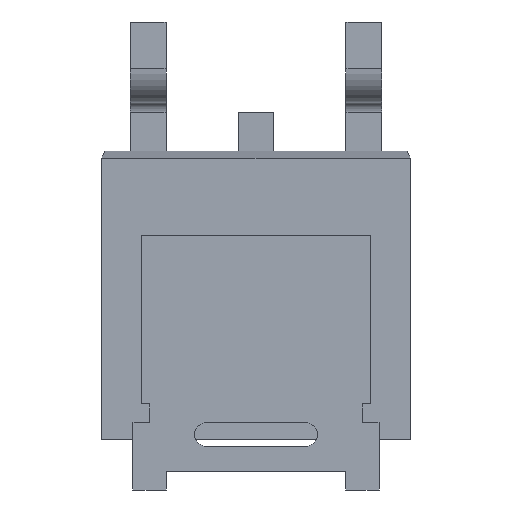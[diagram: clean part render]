
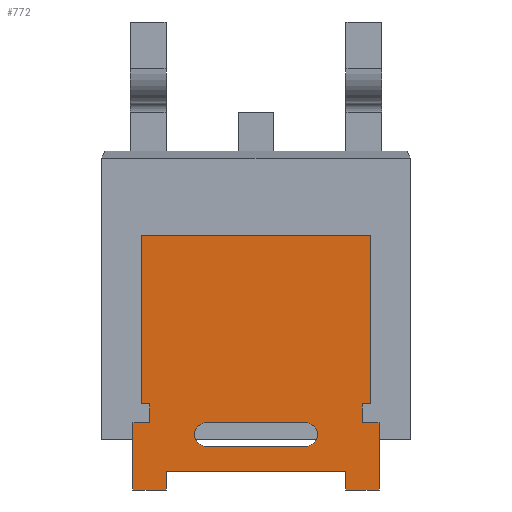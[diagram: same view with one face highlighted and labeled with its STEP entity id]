
A CAD part, front view. The second image highlights one B-rep face of the part: STEP entity #772.
In plain terms, the highlighted planar face has unit normal (0, -1, 0).
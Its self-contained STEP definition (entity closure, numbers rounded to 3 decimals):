
#3=PLANE ( 'NONE',  #1204 );
#15=CARTESIAN_POINT ( 'NONE',  ( -1.05, 0., -3.78 ) );
#19=DIRECTION ( 'NONE',  ( 0., 0., 1. ) );
#21=CARTESIAN_POINT ( 'NONE',  ( 2.605, 0., -4.955 ) );
#28=VECTOR ( 'NONE', #86, 1000. );
#56=VERTEX_POINT ( 'NONE', #89 );
#57=DIRECTION ( 'NONE',  ( 0., -1., 0. ) );
#64=CARTESIAN_POINT ( 'NONE',  ( 1.905, 0., -4.955 ) );
#72=ORIENTED_EDGE ( 'NONE', *, *, #518, .F. );
#74=DIRECTION ( 'NONE',  ( 1., 0., 0. ) );
#85=ORIENTED_EDGE ( 'NONE', *, *, #793, .F. );
#86=DIRECTION ( 'NONE',  ( -1., 0., 0. ) );
#87=CARTESIAN_POINT ( 'NONE',  ( 1.05, 0., -3.53 ) );
#89=CARTESIAN_POINT ( 'NONE',  ( 2.255, 0., -3.53 ) );
#91=CARTESIAN_POINT ( 'NONE',  ( -1.05, 0., -3.53 ) );
#109=CARTESIAN_POINT ( 'NONE',  ( -2.255, 0., -3.13 ) );
#112=LINE ( 'NONE', #1026, #191 );
#117=VECTOR ( 'NONE', #643, 1000. );
#121=CARTESIAN_POINT ( 'NONE',  ( -2.43, 0., 0.44 ) );
#132=DIRECTION ( 'NONE',  ( 1., 0., 0. ) );
#134=CARTESIAN_POINT ( 'NONE',  ( 0., 0., 0. ) );
#138=VERTEX_POINT ( 'NONE', #631 );
#154=DIRECTION ( 'NONE',  ( 0., 0., -1. ) );
#159=CARTESIAN_POINT ( 'NONE',  ( 2.255, 0., -3.13 ) );
#164=CARTESIAN_POINT ( 'NONE',  ( -2.43, 0., -3.13 ) );
#169=VECTOR ( 'NONE', #74, 1000. );
#175=EDGE_CURVE ( 'NONE', #568, #1587, #1194, .T. );
#176=VERTEX_POINT ( 'NONE', #109 );
#191=VECTOR ( 'NONE', #132, 1000. );
#196=VECTOR ( 'NONE', #616, 1000. );
#226=CARTESIAN_POINT ( 'NONE',  ( -2.255, 0., -3.53 ) );
#231=CIRCLE ( 'NONE', #1616, 0.25 );
#233=ORIENTED_EDGE ( 'NONE', *, *, #1480, .F. );
#242=CARTESIAN_POINT ( 'NONE',  ( -2.605, 0., -3.53 ) );
#250=DIRECTION ( 'NONE',  ( 0., 0., -1. ) );
#265=LINE ( 'NONE', #164, #1275 );
#267=LINE ( 'NONE', #1489, #117 );
#280=VECTOR ( 'NONE', #250, 1000. );
#286=VERTEX_POINT ( 'NONE', #87 );
#289=ORIENTED_EDGE ( 'NONE', *, *, #1249, .T. );
#306=VERTEX_POINT ( 'NONE', #121 );
#308=VERTEX_POINT ( 'NONE', #164 );
#309=VERTEX_POINT ( 'NONE', #242 );
#331=LINE ( 'NONE', #21, #196 );
#334=EDGE_CURVE ( 'NONE', #1082, #723, #231, .T. );
#335=VERTEX_POINT ( 'NONE', #1026 );
#359=VECTOR ( 'NONE', #393, 1000. );
#374=ORIENTED_EDGE ( 'NONE', *, *, #646, .F. );
#386=EDGE_CURVE ( 'NONE', #309, #659, #1034, .T. );
#393=DIRECTION ( 'NONE',  ( -1., 0., 0. ) );
#414=VERTEX_POINT ( 'NONE', #159 );
#417=CARTESIAN_POINT ( 'NONE',  ( -2.605, 0., -4.955 ) );
#422=CARTESIAN_POINT ( 'NONE',  ( 1.05, 0., -3.78 ) );
#423=VECTOR ( 'NONE', #19, 1000. );
#424=EDGE_LOOP ( 'NONE', ( #289, #536, #617, #755 ) );
#451=DIRECTION ( 'NONE',  ( 0., 1., 0. ) );
#494=VERTEX_POINT ( 'NONE', #908 );
#498=EDGE_CURVE ( 'NONE', #308, #306, #265, .T. );
#500=ORIENTED_EDGE ( 'NONE', *, *, #175, .F. );
#503=LINE ( 'NONE', #1176, #196 );
#518=EDGE_CURVE ( 'NONE', #306, #138, #530, .T. );
#523=LINE ( 'NONE', #159, #28 );
#530=LINE ( 'NONE', #121, #169 );
#535=LINE ( 'NONE', #417, #423 );
#536=ORIENTED_EDGE ( 'NONE', *, *, #334, .T. );
#542=AXIS2_PLACEMENT_3D ( 'NONE', #422, #451, #19 );
#546=EDGE_CURVE ( 'NONE', #414, #56, #695, .T. );
#554=ORIENTED_EDGE ( 'NONE', *, *, #546, .F. );
#568=VERTEX_POINT ( 'NONE', #64 );
#582=VERTEX_POINT ( 'NONE', #417 );
#616=DIRECTION ( 'NONE',  ( 0., 0., -1. ) );
#617=ORIENTED_EDGE ( 'NONE', *, *, #1050, .T. );
#626=ORIENTED_EDGE ( 'NONE', *, *, #498, .F. );
#628=FACE_BOUND ( 'NONE', #424, .T. );
#631=CARTESIAN_POINT ( 'NONE',  ( 2.43, 0., 0.44 ) );
#632=EDGE_CURVE ( 'NONE', #1587, #494, #1891, .T. );
#643=DIRECTION ( 'NONE',  ( 0., 0., -1. ) );
#646=EDGE_CURVE ( 'NONE', #1665, #414, #523, .T. );
#659=VERTEX_POINT ( 'NONE', #226 );
#695=LINE ( 'NONE', #89, #280 );
#723=VERTEX_POINT ( 'NONE', #91 );
#727=LINE ( 'NONE', #91, #169 );
#747=ORIENTED_EDGE ( 'NONE', *, *, #386, .F. );
#755=ORIENTED_EDGE ( 'NONE', *, *, #1274, .T. );
#762=ORIENTED_EDGE ( 'NONE', *, *, #1250, .F. );
#772=ADVANCED_FACE ( 'NONE', ( #1548, #628 ), #3, .T. );
#793=EDGE_CURVE ( 'NONE', #176, #308, #1180, .T. );
#820=DIRECTION ( 'NONE',  ( 0., 0., 1. ) );
#824=CIRCLE ( 'NONE', #542, 0.25 );
#829=CARTESIAN_POINT ( 'NONE',  ( 1.905, 0., -4.555 ) );
#848=CARTESIAN_POINT ( 'NONE',  ( 1.05, 0., -4.03 ) );
#884=LINE ( 'NONE', #417, #28 );
#908=CARTESIAN_POINT ( 'NONE',  ( -1.905, 0., -4.555 ) );
#978=VECTOR ( 'NONE', #820, 1000. );
#1026=CARTESIAN_POINT ( 'NONE',  ( 2.605, 0., -3.53 ) );
#1034=LINE ( 'NONE', #242, #169 );
#1050=EDGE_CURVE ( 'NONE', #723, #286, #727, .T. );
#1082=VERTEX_POINT ( 'NONE', #1428 );
#1087=EDGE_CURVE ( 'NONE', #1280, #568, #1216, .T. );
#1132=DIRECTION ( 'NONE',  ( 0., 0., 1. ) );
#1145=ORIENTED_EDGE ( 'NONE', *, *, #632, .F. );
#1162=LINE ( 'NONE', #226, #978 );
#1176=CARTESIAN_POINT ( 'NONE',  ( -1.905, 0., -4.955 ) );
#1180=LINE ( 'NONE', #109, #359 );
#1194=LINE ( 'NONE', #64, #423 );
#1204=AXIS2_PLACEMENT_3D ( 'NONE', #134, #57, #154 );
#1206=VERTEX_POINT ( 'NONE', #848 );
#1216=LINE ( 'NONE', #21, #359 );
#1249=EDGE_CURVE ( 'NONE', #1206, #1082, #1313, .T. );
#1250=EDGE_CURVE ( 'NONE', #56, #335, #112, .T. );
#1252=ORIENTED_EDGE ( 'NONE', *, *, #1427, .F. );
#1259=ORIENTED_EDGE ( 'NONE', *, *, #1087, .F. );
#1274=EDGE_CURVE ( 'NONE', #286, #1206, #824, .T. );
#1275=VECTOR ( 'NONE', #1132, 1000. );
#1280=VERTEX_POINT ( 'NONE', #21 );
#1313=LINE ( 'NONE', #1428, #28 );
#1355=VERTEX_POINT ( 'NONE', #1176 );
#1358=ORIENTED_EDGE ( 'NONE', *, *, #1597, .F. );
#1427=EDGE_CURVE ( 'NONE', #494, #1355, #503, .T. );
#1428=CARTESIAN_POINT ( 'NONE',  ( -1.05, 0., -4.03 ) );
#1470=ORIENTED_EDGE ( 'NONE', *, *, #1618, .F. );
#1478=EDGE_CURVE ( 'NONE', #138, #1665, #267, .T. );
#1480=EDGE_CURVE ( 'NONE', #659, #176, #1162, .T. );
#1489=CARTESIAN_POINT ( 'NONE',  ( 2.43, 0., -3.13 ) );
#1548=FACE_OUTER_BOUND ( 'NONE', #1887, .T. );
#1587=VERTEX_POINT ( 'NONE', #829 );
#1597=EDGE_CURVE ( 'NONE', #1355, #582, #884, .T. );
#1616=AXIS2_PLACEMENT_3D ( 'NONE', #15, #451, #19 );
#1618=EDGE_CURVE ( 'NONE', #582, #309, #535, .T. );
#1665=VERTEX_POINT ( 'NONE', #1489 );
#1740=ORIENTED_EDGE ( 'NONE', *, *, #1864, .F. );
#1773=ORIENTED_EDGE ( 'NONE', *, *, #1478, .F. );
#1864=EDGE_CURVE ( 'NONE', #335, #1280, #331, .T. );
#1887=EDGE_LOOP ( 'NONE', ( #1358, #1252, #1145, #500, #1259, #1740, #762, #554, #374, #1773, #72, #626, #85, #233, #747, #1470 ) );
#1891=LINE ( 'NONE', #908, #28 );
